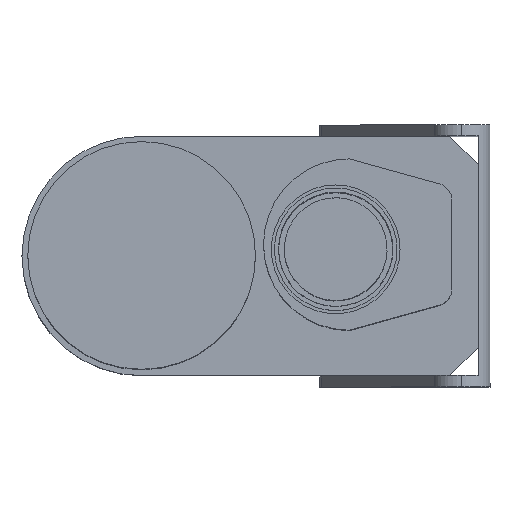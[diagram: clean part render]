
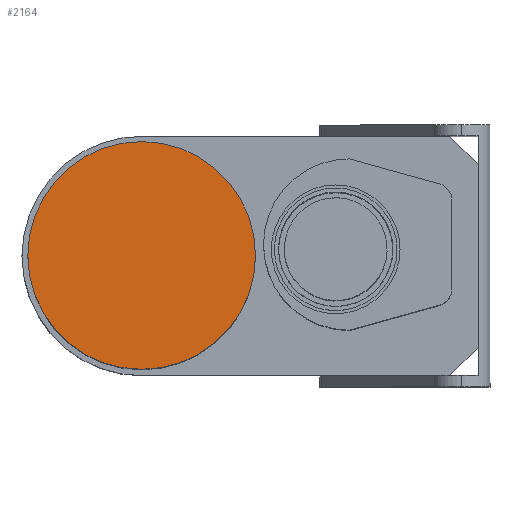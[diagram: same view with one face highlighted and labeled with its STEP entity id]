
A CAD part, top view. The second image highlights one B-rep face of the part: STEP entity #2164.
In plain terms, the highlighted face is planar.
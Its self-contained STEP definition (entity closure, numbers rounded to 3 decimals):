
#47 = DIRECTION ( 'NONE',  ( 0., 1., 0. ) ) ;
#57 = CARTESIAN_POINT ( 'NONE',  ( 64.307, 71.417, 64.013 ) ) ;
#60 = FACE_OUTER_BOUND ( 'NONE', #751, .T. ) ;
#131 = DIRECTION ( 'NONE',  ( 0., 0., 1. ) ) ;
#455 = VERTEX_POINT ( 'NONE', #749 ) ;
#484 = DIRECTION ( 'NONE',  ( 0., 0., 1. ) ) ;
#749 = CARTESIAN_POINT ( 'NONE',  ( 64.307, 71.417, 44.074 ) ) ;
#751 = EDGE_LOOP ( 'NONE', ( #3114, #1414 ) ) ;
#817 = CARTESIAN_POINT ( 'NONE',  ( 64.307, 71.417, 64.013 ) ) ;
#825 = VERTEX_POINT ( 'NONE', #888 ) ;
#848 = CARTESIAN_POINT ( 'NONE',  ( 64.307, 71.417, 64.013 ) ) ;
#888 = CARTESIAN_POINT ( 'NONE',  ( 64.307, 71.417, 83.952 ) ) ;
#1028 = CIRCLE ( 'NONE', #1409, 19.939 ) ;
#1060 = DIRECTION ( 'NONE',  ( 0., 0., 1. ) ) ;
#1174 = AXIS2_PLACEMENT_3D ( 'NONE', #57, #2243, #484 ) ;
#1353 = DIRECTION ( 'NONE',  ( 0., 1., 0. ) ) ;
#1409 = AXIS2_PLACEMENT_3D ( 'NONE', #848, #1353, #131 ) ;
#1414 = ORIENTED_EDGE ( 'NONE', *, *, #1718, .T. ) ;
#1606 = CIRCLE ( 'NONE', #1665, 19.939 ) ;
#1665 = AXIS2_PLACEMENT_3D ( 'NONE', #817, #47, #1060 ) ;
#1718 = EDGE_CURVE ( 'NONE', #825, #455, #1606, .T. ) ;
#1885 = EDGE_CURVE ( 'NONE', #455, #825, #1028, .T. ) ;
#2164 = ADVANCED_FACE ( 'NONE', ( #60 ), #2502, .T. ) ;
#2243 = DIRECTION ( 'NONE',  ( 0., 1., 0. ) ) ;
#2502 = PLANE ( 'NONE',  #1174 ) ;
#3114 = ORIENTED_EDGE ( 'NONE', *, *, #1885, .T. ) ;
